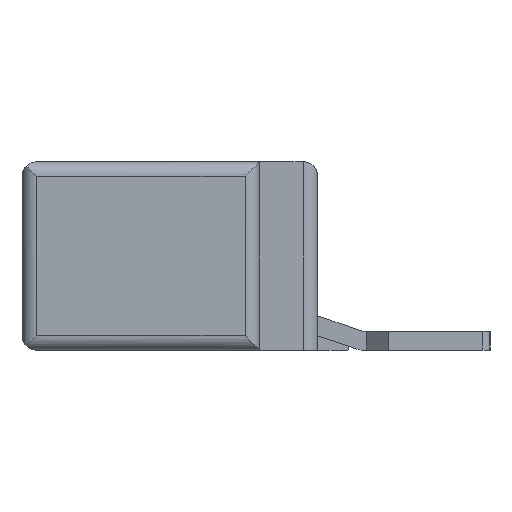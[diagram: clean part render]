
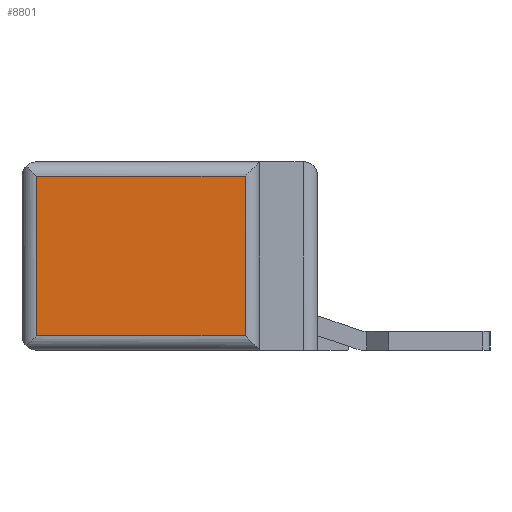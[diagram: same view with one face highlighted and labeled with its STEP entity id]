
A CAD part, left-side view. The second image highlights one B-rep face of the part: STEP entity #8801.
In plain terms, the highlighted planar face has unit normal (-1, 0, 0).
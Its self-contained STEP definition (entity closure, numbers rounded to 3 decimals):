
#2159 = CYLINDRICAL_SURFACE('',#2160,1.);
#2160 = AXIS2_PLACEMENT_3D('',#2161,#2162,#2163);
#2161 = CARTESIAN_POINT('',(-100.75,-90.,-5.5));
#2162 = DIRECTION('',(0.,1.,0.));
#2163 = DIRECTION('',(1.,0.,0.));
#3553 = CYLINDRICAL_SURFACE('',#3554,1.);
#3554 = AXIS2_PLACEMENT_3D('',#3555,#3556,#3557);
#3555 = CARTESIAN_POINT('',(-100.75,-90.,5.5));
#3556 = DIRECTION('',(0.,1.,0.));
#3557 = DIRECTION('',(1.,0.,0.));
#7206 = CYLINDRICAL_SURFACE('',#7207,1.);
#7207 = AXIS2_PLACEMENT_3D('',#7208,#7209,#7210);
#7208 = CARTESIAN_POINT('',(-100.75,5.,-6.5));
#7209 = DIRECTION('',(0.,0.,1.));
#7210 = DIRECTION('',(1.,0.,0.));
#7225 = VERTEX_POINT('',#7226);
#7226 = CARTESIAN_POINT('',(-101.75,5.,5.5));
#7341 = EDGE_CURVE('',#7342,#7225,#7344,.T.);
#7342 = VERTEX_POINT('',#7343);
#7343 = CARTESIAN_POINT('',(-101.75,5.,-5.5));
#7344 = SURFACE_CURVE('',#7345,(#7349,#7356),.PCURVE_S1.);
#7345 = LINE('',#7346,#7347);
#7346 = CARTESIAN_POINT('',(-101.75,5.,-5.5));
#7347 = VECTOR('',#7348,1.);
#7348 = DIRECTION('',(0.,0.,1.));
#7349 = PCURVE('',#7206,#7350);
#7350 = DEFINITIONAL_REPRESENTATION('',(#7351),#7355);
#7351 = LINE('',#7352,#7353);
#7352 = CARTESIAN_POINT('',(3.142,1.));
#7353 = VECTOR('',#7354,1.);
#7354 = DIRECTION('',(0.,1.));
#7355 = ( GEOMETRIC_REPRESENTATION_CONTEXT(2) 
PARAMETRIC_REPRESENTATION_CONTEXT() REPRESENTATION_CONTEXT('2D SPACE',''
  ) );
#7356 = PCURVE('',#7357,#7362);
#7357 = PLANE('',#7358);
#7358 = AXIS2_PLACEMENT_3D('',#7359,#7360,#7361);
#7359 = CARTESIAN_POINT('',(-101.75,19.4,-6.5));
#7360 = DIRECTION('',(-1.,0.,0.));
#7361 = DIRECTION('',(0.,-1.,0.));
#7362 = DEFINITIONAL_REPRESENTATION('',(#7363),#7367);
#7363 = LINE('',#7364,#7365);
#7364 = CARTESIAN_POINT('',(14.4,1.));
#7365 = VECTOR('',#7366,1.);
#7366 = DIRECTION('',(0.,1.));
#7367 = ( GEOMETRIC_REPRESENTATION_CONTEXT(2) 
PARAMETRIC_REPRESENTATION_CONTEXT() REPRESENTATION_CONTEXT('2D SPACE',''
  ) );
#7489 = EDGE_CURVE('',#7342,#7490,#7492,.T.);
#7490 = VERTEX_POINT('',#7491);
#7491 = CARTESIAN_POINT('',(-101.75,19.4,-5.5));
#7492 = SURFACE_CURVE('',#7493,(#7497,#7504),.PCURVE_S1.);
#7493 = LINE('',#7494,#7495);
#7494 = CARTESIAN_POINT('',(-101.75,5.,-5.5));
#7495 = VECTOR('',#7496,1.);
#7496 = DIRECTION('',(0.,1.,0.));
#7497 = PCURVE('',#2159,#7498);
#7498 = DEFINITIONAL_REPRESENTATION('',(#7499),#7503);
#7499 = LINE('',#7500,#7501);
#7500 = CARTESIAN_POINT('',(3.142,95.));
#7501 = VECTOR('',#7502,1.);
#7502 = DIRECTION('',(0.,1.));
#7503 = ( GEOMETRIC_REPRESENTATION_CONTEXT(2) 
PARAMETRIC_REPRESENTATION_CONTEXT() REPRESENTATION_CONTEXT('2D SPACE',''
  ) );
#7504 = PCURVE('',#7357,#7505);
#7505 = DEFINITIONAL_REPRESENTATION('',(#7506),#7510);
#7506 = LINE('',#7507,#7508);
#7507 = CARTESIAN_POINT('',(14.4,1.));
#7508 = VECTOR('',#7509,1.);
#7509 = DIRECTION('',(-1.,0.));
#7510 = ( GEOMETRIC_REPRESENTATION_CONTEXT(2) 
PARAMETRIC_REPRESENTATION_CONTEXT() REPRESENTATION_CONTEXT('2D SPACE',''
  ) );
#7553 = CYLINDRICAL_SURFACE('',#7554,1.);
#7554 = AXIS2_PLACEMENT_3D('',#7555,#7556,#7557);
#7555 = CARTESIAN_POINT('',(-100.75,19.4,-6.5));
#7556 = DIRECTION('',(0.,0.,1.));
#7557 = DIRECTION('',(1.,0.,0.));
#8711 = VERTEX_POINT('',#8712);
#8712 = CARTESIAN_POINT('',(-101.75,19.4,5.5));
#8780 = EDGE_CURVE('',#7225,#8711,#8781,.T.);
#8781 = SURFACE_CURVE('',#8782,(#8786,#8793),.PCURVE_S1.);
#8782 = LINE('',#8783,#8784);
#8783 = CARTESIAN_POINT('',(-101.75,5.,5.5));
#8784 = VECTOR('',#8785,1.);
#8785 = DIRECTION('',(0.,1.,0.));
#8786 = PCURVE('',#3553,#8787);
#8787 = DEFINITIONAL_REPRESENTATION('',(#8788),#8792);
#8788 = LINE('',#8789,#8790);
#8789 = CARTESIAN_POINT('',(3.142,95.));
#8790 = VECTOR('',#8791,1.);
#8791 = DIRECTION('',(0.,1.));
#8792 = ( GEOMETRIC_REPRESENTATION_CONTEXT(2) 
PARAMETRIC_REPRESENTATION_CONTEXT() REPRESENTATION_CONTEXT('2D SPACE',''
  ) );
#8793 = PCURVE('',#7357,#8794);
#8794 = DEFINITIONAL_REPRESENTATION('',(#8795),#8799);
#8795 = LINE('',#8796,#8797);
#8796 = CARTESIAN_POINT('',(14.4,12.));
#8797 = VECTOR('',#8798,1.);
#8798 = DIRECTION('',(-1.,0.));
#8799 = ( GEOMETRIC_REPRESENTATION_CONTEXT(2) 
PARAMETRIC_REPRESENTATION_CONTEXT() REPRESENTATION_CONTEXT('2D SPACE',''
  ) );
#8801 = ADVANCED_FACE('',(#8802),#7357,.T.);
#8802 = FACE_BOUND('',#8803,.F.);
#8803 = EDGE_LOOP('',(#8804,#8805,#8826,#8827));
#8804 = ORIENTED_EDGE('',*,*,#7489,.T.);
#8805 = ORIENTED_EDGE('',*,*,#8806,.T.);
#8806 = EDGE_CURVE('',#7490,#8711,#8807,.T.);
#8807 = SURFACE_CURVE('',#8808,(#8812,#8819),.PCURVE_S1.);
#8808 = LINE('',#8809,#8810);
#8809 = CARTESIAN_POINT('',(-101.75,19.4,-5.5));
#8810 = VECTOR('',#8811,1.);
#8811 = DIRECTION('',(0.,0.,1.));
#8812 = PCURVE('',#7357,#8813);
#8813 = DEFINITIONAL_REPRESENTATION('',(#8814),#8818);
#8814 = LINE('',#8815,#8816);
#8815 = CARTESIAN_POINT('',(0.,1.));
#8816 = VECTOR('',#8817,1.);
#8817 = DIRECTION('',(0.,1.));
#8818 = ( GEOMETRIC_REPRESENTATION_CONTEXT(2) 
PARAMETRIC_REPRESENTATION_CONTEXT() REPRESENTATION_CONTEXT('2D SPACE',''
  ) );
#8819 = PCURVE('',#7553,#8820);
#8820 = DEFINITIONAL_REPRESENTATION('',(#8821),#8825);
#8821 = LINE('',#8822,#8823);
#8822 = CARTESIAN_POINT('',(3.142,1.));
#8823 = VECTOR('',#8824,1.);
#8824 = DIRECTION('',(0.,1.));
#8825 = ( GEOMETRIC_REPRESENTATION_CONTEXT(2) 
PARAMETRIC_REPRESENTATION_CONTEXT() REPRESENTATION_CONTEXT('2D SPACE',''
  ) );
#8826 = ORIENTED_EDGE('',*,*,#8780,.F.);
#8827 = ORIENTED_EDGE('',*,*,#7341,.F.);
